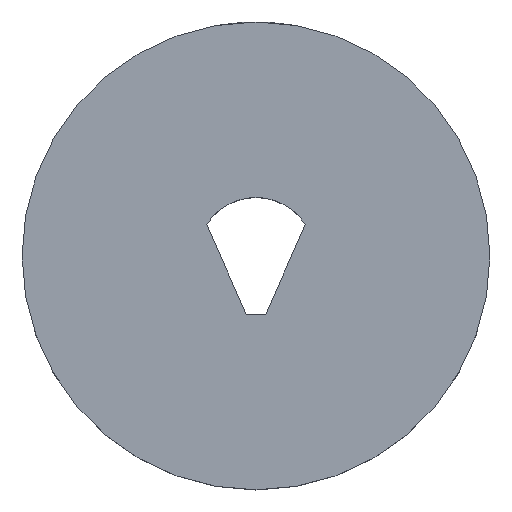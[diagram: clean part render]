
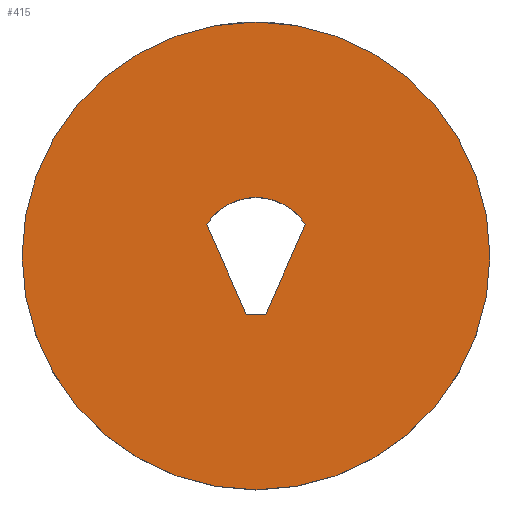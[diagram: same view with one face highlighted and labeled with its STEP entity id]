
A CAD part, top view. The second image highlights one B-rep face of the part: STEP entity #415.
In plain terms, the highlighted planar face has unit normal (0, 0, 1).
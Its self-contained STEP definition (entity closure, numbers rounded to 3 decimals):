
#4 = VERTEX_POINT ( 'NONE', #316 ) ;
#5 = DIRECTION ( 'NONE',  ( 0., 0., 1. ) ) ;
#7 = AXIS2_PLACEMENT_3D ( 'NONE', #168, #233, #126 ) ;
#15 = CARTESIAN_POINT ( 'NONE',  ( 0., 0., 12. ) ) ;
#30 = FACE_OUTER_BOUND ( 'NONE', #413, .T. ) ;
#38 = DIRECTION ( 'NONE',  ( 0., 0., 1. ) ) ;
#39 = EDGE_CURVE ( 'NONE', #111, #287, #156, .T. ) ;
#42 = ORIENTED_EDGE ( 'NONE', *, *, #173, .F. ) ;
#80 = CARTESIAN_POINT ( 'NONE',  ( -7.592, 4.834, 12. ) ) ;
#89 = LINE ( 'NONE', #221, #98 ) ;
#92 = EDGE_CURVE ( 'NONE', #4, #177, #331, .T. ) ;
#98 = VECTOR ( 'NONE', #441, 1000. ) ;
#104 = CARTESIAN_POINT ( 'NONE',  ( 1.5, -9., 12. ) ) ;
#107 = CIRCLE ( 'NONE', #207, 36. ) ;
#110 = DIRECTION ( 'NONE',  ( -1., 0., 0. ) ) ;
#111 = VERTEX_POINT ( 'NONE', #243 ) ;
#126 = DIRECTION ( 'NONE',  ( 1., 0., 0. ) ) ;
#130 = DIRECTION ( 'NONE',  ( 0.403, 0.915, 0. ) ) ;
#154 = DIRECTION ( 'NONE',  ( 0., 0., 1. ) ) ;
#156 = CIRCLE ( 'NONE', #417, 36. ) ;
#165 = FACE_BOUND ( 'NONE', #429, .T. ) ;
#168 = CARTESIAN_POINT ( 'NONE',  ( 0., 0., 12. ) ) ;
#170 = VECTOR ( 'NONE', #373, 1000. ) ;
#173 = EDGE_CURVE ( 'NONE', #280, #222, #89, .T. ) ;
#177 = VERTEX_POINT ( 'NONE', #80 ) ;
#193 = CARTESIAN_POINT ( 'NONE',  ( -1.5, -9., 12. ) ) ;
#195 = CARTESIAN_POINT ( 'NONE',  ( -7.592, 4.834, 12. ) ) ;
#200 = EDGE_CURVE ( 'NONE', #222, #4, #344, .T. ) ;
#207 = AXIS2_PLACEMENT_3D ( 'NONE', #15, #154, #295 ) ;
#209 = CARTESIAN_POINT ( 'NONE',  ( 0., 0., 12. ) ) ;
#210 = ORIENTED_EDGE ( 'NONE', *, *, #322, .T. ) ;
#221 = CARTESIAN_POINT ( 'NONE',  ( -1.5, -9., 12. ) ) ;
#222 = VERTEX_POINT ( 'NONE', #104 ) ;
#228 = LINE ( 'NONE', #195, #170 ) ;
#233 = DIRECTION ( 'NONE',  ( 0., 0., 1. ) ) ;
#234 = CARTESIAN_POINT ( 'NONE',  ( 1.5, -9., 12. ) ) ;
#243 = CARTESIAN_POINT ( 'NONE',  ( 36., 0., 12. ) ) ;
#247 = ORIENTED_EDGE ( 'NONE', *, *, #361, .F. ) ;
#262 = AXIS2_PLACEMENT_3D ( 'NONE', #209, #5, #110 ) ;
#280 = VERTEX_POINT ( 'NONE', #193 ) ;
#287 = VERTEX_POINT ( 'NONE', #397 ) ;
#295 = DIRECTION ( 'NONE',  ( 1., 0., 0. ) ) ;
#307 = PLANE ( 'NONE',  #7 ) ;
#316 = CARTESIAN_POINT ( 'NONE',  ( 7.592, 4.834, 12. ) ) ;
#322 = EDGE_CURVE ( 'NONE', #287, #111, #107, .T. ) ;
#323 = VECTOR ( 'NONE', #130, 1000. ) ;
#331 = CIRCLE ( 'NONE', #262, 9. ) ;
#344 = LINE ( 'NONE', #234, #323 ) ;
#347 = DIRECTION ( 'NONE',  ( 1., 0., 0. ) ) ;
#351 = ORIENTED_EDGE ( 'NONE', *, *, #200, .F. ) ;
#356 = ORIENTED_EDGE ( 'NONE', *, *, #92, .F. ) ;
#361 = EDGE_CURVE ( 'NONE', #177, #280, #228, .T. ) ;
#373 = DIRECTION ( 'NONE',  ( 0.403, -0.915, 0. ) ) ;
#376 = ORIENTED_EDGE ( 'NONE', *, *, #39, .T. ) ;
#397 = CARTESIAN_POINT ( 'NONE',  ( -36., 0., 12. ) ) ;
#413 = EDGE_LOOP ( 'NONE', ( #210, #376 ) ) ;
#415 = ADVANCED_FACE ( 'NONE', ( #30, #165 ), #307, .T. ) ;
#417 = AXIS2_PLACEMENT_3D ( 'NONE', #461, #38, #347 ) ;
#429 = EDGE_LOOP ( 'NONE', ( #247, #356, #351, #42 ) ) ;
#441 = DIRECTION ( 'NONE',  ( 1., 0., 0. ) ) ;
#461 = CARTESIAN_POINT ( 'NONE',  ( 0., 0., 12. ) ) ;
